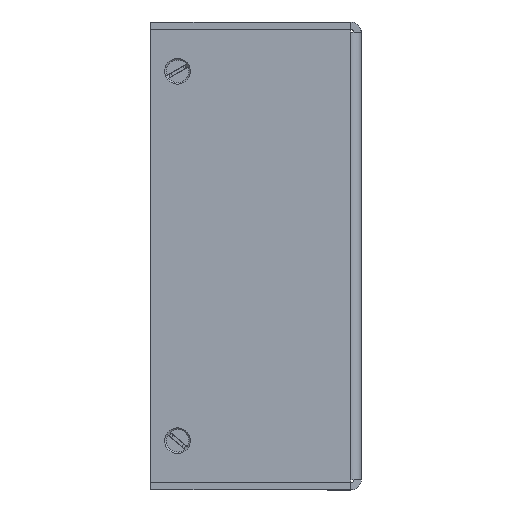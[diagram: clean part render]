
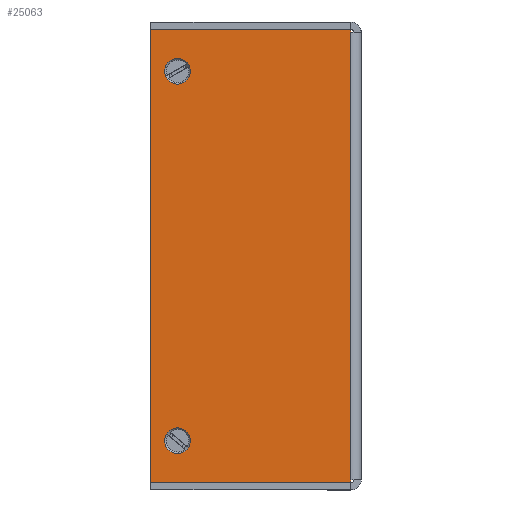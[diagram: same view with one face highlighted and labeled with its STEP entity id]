
A CAD part, left-side view. The second image highlights one B-rep face of the part: STEP entity #25063.
In plain terms, the highlighted planar face has unit normal (-1, 0, 0).
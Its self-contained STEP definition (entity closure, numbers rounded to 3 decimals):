
#2370=LINE('',#39395,#4777);
#2372=LINE('',#39401,#4779);
#2376=LINE('',#39409,#4783);
#2379=LINE('',#39415,#4786);
#2382=LINE('',#39420,#4789);
#2383=LINE('',#39421,#4790);
#4777=VECTOR('',#31600,1000.);
#4779=VECTOR('',#31606,1000.);
#4783=VECTOR('',#31612,1000.);
#4786=VECTOR('',#31617,1000.);
#4789=VECTOR('',#31622,1000.);
#4790=VECTOR('',#31623,1000.);
#6269=PLANE('',#27272);
#6988=FACE_BOUND('',#9093,.T.);
#6989=FACE_BOUND('',#9094,.T.);
#7582=FACE_OUTER_BOUND('',#9092,.T.);
#9092=EDGE_LOOP('',(#19659,#19660,#19661,#19662,#19663,#19664));
#9093=EDGE_LOOP('',(#19665));
#9094=EDGE_LOOP('',(#19666));
#10398=CIRCLE('',#26511,3.15);
#10401=CIRCLE('',#26516,3.15);
#11513=VERTEX_POINT('',#36397);
#11516=VERTEX_POINT('',#36405);
#12363=VERTEX_POINT('',#39278);
#12365=VERTEX_POINT('',#39382);
#12366=VERTEX_POINT('',#39399);
#12367=VERTEX_POINT('',#39400);
#12370=VERTEX_POINT('',#39408);
#12372=VERTEX_POINT('',#39414);
#13836=EDGE_CURVE('',#11513,#11513,#10398,.T.);
#13839=EDGE_CURVE('',#11516,#11516,#10401,.T.);
#15261=EDGE_CURVE('',#12365,#12363,#2370,.T.);
#15263=EDGE_CURVE('',#12366,#12367,#2372,.T.);
#15267=EDGE_CURVE('',#12370,#12367,#2376,.T.);
#15270=EDGE_CURVE('',#12372,#12370,#2379,.T.);
#15273=EDGE_CURVE('',#12365,#12372,#2382,.T.);
#15274=EDGE_CURVE('',#12363,#12366,#2383,.T.);
#19659=ORIENTED_EDGE('',*,*,#15261,.F.);
#19660=ORIENTED_EDGE('',*,*,#15273,.T.);
#19661=ORIENTED_EDGE('',*,*,#15270,.T.);
#19662=ORIENTED_EDGE('',*,*,#15267,.T.);
#19663=ORIENTED_EDGE('',*,*,#15263,.F.);
#19664=ORIENTED_EDGE('',*,*,#15274,.F.);
#19665=ORIENTED_EDGE('',*,*,#13836,.F.);
#19666=ORIENTED_EDGE('',*,*,#13839,.F.);
#25063=ADVANCED_FACE('',(#7582,#6988,#6989),#6269,.F.);
#26511=AXIS2_PLACEMENT_3D('',#36398,#29075,#29076);
#26516=AXIS2_PLACEMENT_3D('',#36406,#29085,#29086);
#27272=AXIS2_PLACEMENT_3D('',#39419,#31620,#31621);
#29075=DIRECTION('center_axis',(-1.,0.,0.));
#29076=DIRECTION('ref_axis',(0.,0.,1.));
#29085=DIRECTION('center_axis',(-1.,0.,0.));
#29086=DIRECTION('ref_axis',(0.,0.,1.));
#31600=DIRECTION('',(0.,1.,0.));
#31606=DIRECTION('',(0.,0.,1.));
#31612=DIRECTION('',(0.,1.,0.));
#31617=DIRECTION('',(0.,0.,1.));
#31620=DIRECTION('center_axis',(1.,0.,0.));
#31621=DIRECTION('ref_axis',(0.,0.,
-1.));
#31622=DIRECTION('',(0.,-1.,0.));
#31623=DIRECTION('',(0.,1.,0.));
#36397=CARTESIAN_POINT('',(-215.,45.,46.15));
#36398=CARTESIAN_POINT('Origin',(-215.,45.,43.));
#36405=CARTESIAN_POINT('',(-215.,-45.,46.15));
#36406=CARTESIAN_POINT('Origin',(-215.,-45.,43.));
#39278=CARTESIAN_POINT('',(-215.,54.543,0.8));
#39382=CARTESIAN_POINT('',(-215.,-54.543,0.8));
#39395=CARTESIAN_POINT('',(-215.,57.,0.8));
#39399=CARTESIAN_POINT('',(-215.,55.15,0.8));
#39400=CARTESIAN_POINT('',(-215.,55.15,49.5));
#39401=CARTESIAN_POINT('',(-215.,55.15,0.8));
#39408=CARTESIAN_POINT('',(-215.,-55.15,49.5));
#39409=CARTESIAN_POINT('',(-215.,0.,49.5));
#39414=CARTESIAN_POINT('',(-215.,-55.15,0.8));
#39415=CARTESIAN_POINT('',(-215.,-55.15,0.8));
#39419=CARTESIAN_POINT('Origin',(-215.,0.,0.));
#39420=CARTESIAN_POINT('',(-215.,-54.543,0.8));
#39421=CARTESIAN_POINT('',(-215.,54.543,0.8));
